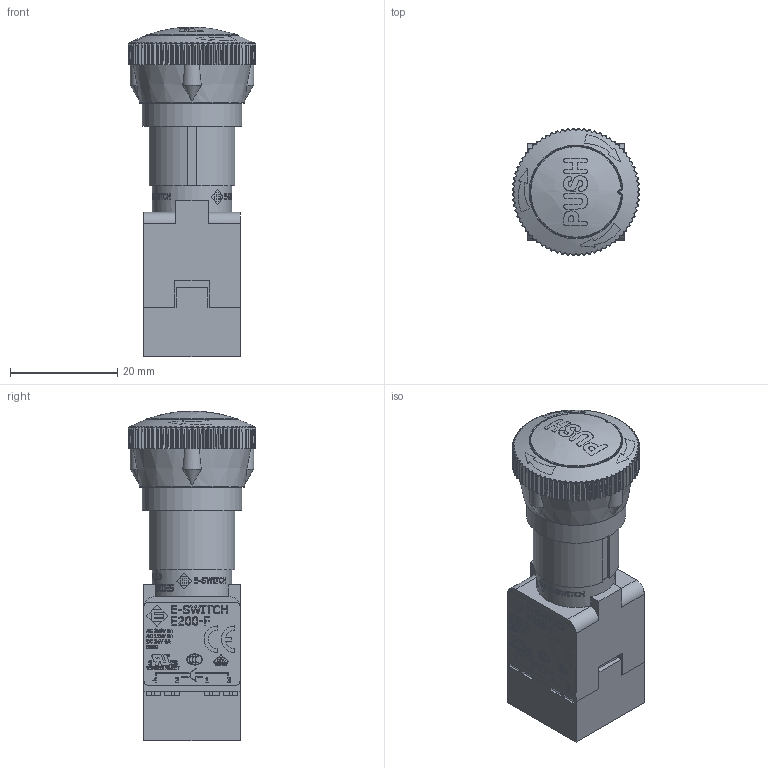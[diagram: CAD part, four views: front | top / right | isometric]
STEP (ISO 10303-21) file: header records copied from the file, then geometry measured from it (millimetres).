
FILE_DESCRIPTION(/* description */ (''),/* implementation_level */ '2;1');
FILE_NAME(/* name */ 'E200-R22-C10R.stp',/* time_stamp */ '2024-04-25T12:40:02-05:00',/* author */ ('mroman'),/* organization */ (''),/* preprocessor_version */ 'ST-DEVELOPER v18.1',/* originating_system */ 'Autodesk Inventor 2022',/* authorisation */ '');
FILE_SCHEMA (('AUTOMOTIVE_DESIGN { 1 0 10303 214 3 1 1 }'));
Products named in the file (1): E200-R22-C10R
Bounding box: 23.78 x 23.78 x 61.4 mm (x, y, z)
Volume: 15417.9 mm3; surface area: 9837.7 mm2
Topology: 1 solids, 6 shells, 4241 faces, 11786 edges, 7816 vertices
Faces by surface type: plane 2734, bspline 1084, cylinder 255, torus 80, cone 77, sphere 11
Full cylindrical faces by diameter (mm): 0.329 x2, 0.369 x2, 14.8 x1, 18.5 x1, 18.55 x1
Entity records: 150015 total; most frequent: CARTESIAN_POINT 48274, ORIENTED_EDGE 23570, DIRECTION 16748, EDGE_CURVE 11785, LINE 7994, VECTOR 7994, VERTEX_POINT 7816, EDGE_LOOP 4571
